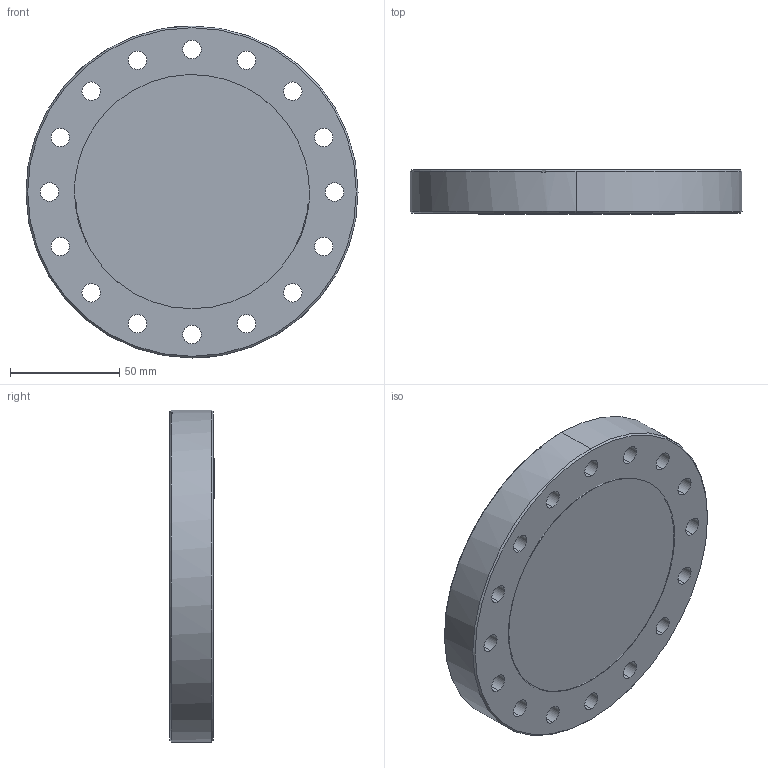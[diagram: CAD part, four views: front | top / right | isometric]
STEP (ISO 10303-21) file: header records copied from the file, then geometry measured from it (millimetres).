
FILE_DESCRIPTION (( 'STEP AP203' ), '1' );
FILE_NAME ('A14971-1-CF.STEP', '2020-10-22T15:02:38', ( '' ), ( '' ), 'SwSTEP 2.0', 'SolidWorks 2020', '' );
FILE_SCHEMA (( 'CONFIG_CONTROL_DESIGN' ));
Length unit declared in the file: inch
Products named in the file (1): A14971-1-CF
Bounding box: 151.64 x 20.41 x 151.64 mm (x, y, z)
Volume: 236220.3 mm3; surface area: 63701.4 mm2
Topology: 2 solids, 2 shells, 68 faces, 180 edges, 117 vertices
Faces by surface type: cylinder 46, plane 13, cone 9
Entity records: 2306 total; most frequent: DIRECTION 417, CARTESIAN_POINT 384, ORIENTED_EDGE 360, EDGE_CURVE 180, AXIS2_PLACEMENT_3D 174, VERTEX_POINT 117, CIRCLE 105, EDGE_LOOP 103
